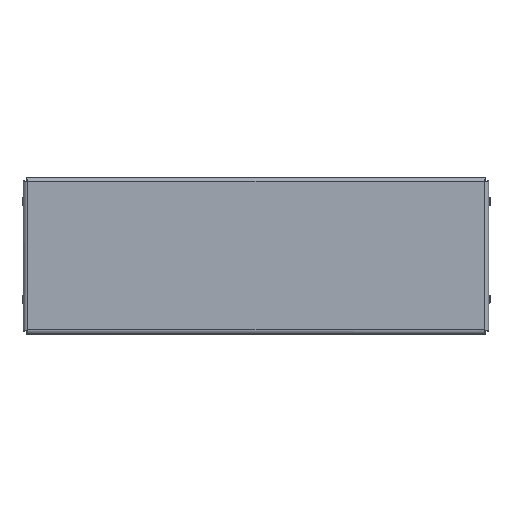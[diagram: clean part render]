
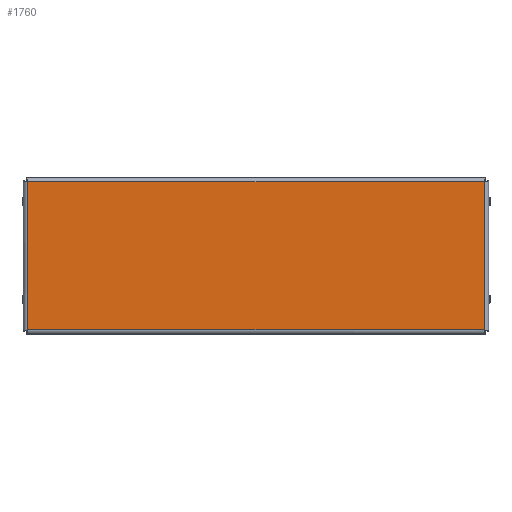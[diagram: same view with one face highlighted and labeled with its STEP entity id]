
A CAD part, top view. The second image highlights one B-rep face of the part: STEP entity #1760.
In plain terms, the highlighted planar face has unit normal (0, 0, 1).
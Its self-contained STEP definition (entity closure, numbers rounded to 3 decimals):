
#1760=ADVANCED_FACE('',(#2833),#2834,.F.);
#2833=FACE_OUTER_BOUND('',#4776,.T.);
#2834=PLANE('',#4777);
#4776=EDGE_LOOP('',(#7923,#7924,#7925,#7926));
#4777=AXIS2_PLACEMENT_3D('',#7927,#7928,#7929);
#7923=ORIENTED_EDGE('',*,*,#12634,.F.);
#7924=ORIENTED_EDGE('',*,*,#12638,.F.);
#7925=ORIENTED_EDGE('',*,*,#12639,.F.);
#7926=ORIENTED_EDGE('',*,*,#12631,.F.);
#7927=CARTESIAN_POINT('',(164.0,32.0,18.7));
#7928=DIRECTION('',(0.,0.,-1.0));
#7929=DIRECTION('',(-1.0,0.,0.));
#12631=EDGE_CURVE('',#14860,#14838,#14873,.F.);
#12634=EDGE_CURVE('',#14877,#14860,#14878,.F.);
#12638=EDGE_CURVE('',#14882,#14877,#14883,.T.);
#12639=EDGE_CURVE('',#14838,#14882,#14884,.T.);
#14838=VERTEX_POINT('',#18239);
#14860=VERTEX_POINT('',#18271);
#14873=LINE('',#18289,#18290);
#14877=VERTEX_POINT('',#18296);
#14878=LINE('',#18297,#18298);
#14882=VERTEX_POINT('',#18303);
#14883=LINE('',#18304,#18305);
#14884=LINE('',#18306,#18307);
#18239=CARTESIAN_POINT('',(163.5,-21.5,18.7));
#18271=CARTESIAN_POINT('',(163.5,31.5,18.7));
#18289=CARTESIAN_POINT('',(163.5,32.0,18.7));
#18290=VECTOR('',#22497,1000.0);
#18296=CARTESIAN_POINT('',(0.0,31.5,18.7));
#18297=CARTESIAN_POINT('',(164.0,31.5,18.7));
#18298=VECTOR('',#22500,1000.0);
#18303=CARTESIAN_POINT('',(0.0,-21.5,18.7));
#18304=CARTESIAN_POINT('',(0.0,32.0,18.7));
#18305=VECTOR('',#22508,1000.0);
#18306=CARTESIAN_POINT('',(164.0,-21.5,18.7));
#18307=VECTOR('',#22509,1000.0);
#22497=DIRECTION('',(0.,1.0,0.));
#22500=DIRECTION('',(-1.0,0.,0.));
#22508=DIRECTION('',(0.,1.0,0.));
#22509=DIRECTION('',(-1.0,0.,0.));
